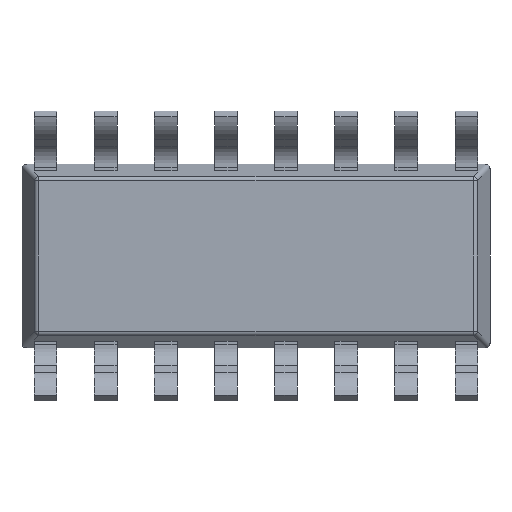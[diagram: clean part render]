
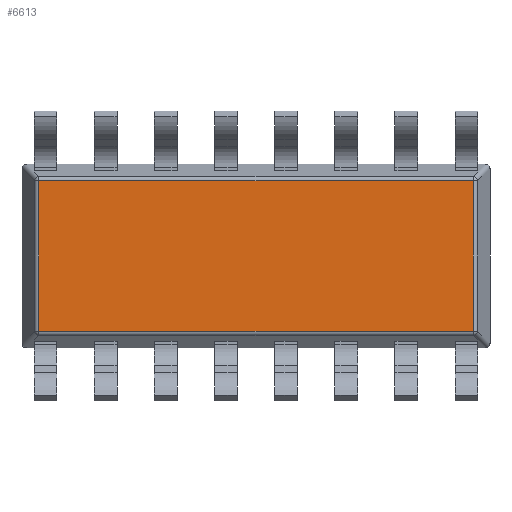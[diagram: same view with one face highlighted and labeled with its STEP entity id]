
A CAD part, front view. The second image highlights one B-rep face of the part: STEP entity #6613.
In plain terms, the highlighted planar face has unit normal (0, -1, 0).
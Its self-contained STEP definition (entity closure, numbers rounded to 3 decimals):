
#188 = DIRECTION ( 'NONE',  ( 0., 0., 1. ) ) ;
#458 = LINE ( 'NONE', #4037, #4373 ) ;
#691 = ORIENTED_EDGE ( 'NONE', *, *, #9489, .T. ) ;
#1286 = LINE ( 'NONE', #1411, #11632 ) ;
#1348 = DIRECTION ( 'NONE',  ( 1., 0., 0. ) ) ;
#1393 = ORIENTED_EDGE ( 'NONE', *, *, #12970, .T. ) ;
#1411 = CARTESIAN_POINT ( 'NONE',  ( 0., -0.8, -1.589 ) ) ;
#1474 = CARTESIAN_POINT ( 'NONE',  ( 4.589, -0.8, 1.589 ) ) ;
#2133 = CARTESIAN_POINT ( 'NONE',  ( -4.589, -0.8, -1.589 ) ) ;
#2546 = DIRECTION ( 'NONE',  ( 0., 0., -1. ) ) ;
#2637 = CARTESIAN_POINT ( 'NONE',  ( -4.589, -0.8, 0. ) ) ;
#2832 = VERTEX_POINT ( 'NONE', #11929 ) ;
#3193 = VERTEX_POINT ( 'NONE', #1474 ) ;
#3832 = DIRECTION ( 'NONE',  ( -1., 0., 0. ) ) ;
#4037 = CARTESIAN_POINT ( 'NONE',  ( 0., -0.8, 1.589 ) ) ;
#4091 = LINE ( 'NONE', #9612, #11985 ) ;
#4373 = VECTOR ( 'NONE', #3832, 1000. ) ;
#6093 = DIRECTION ( 'NONE',  ( 0., 0., -1. ) ) ;
#6097 = DIRECTION ( 'NONE',  ( 0., -1., 0. ) ) ;
#6123 = CARTESIAN_POINT ( 'NONE',  ( 0., -0.8, 0. ) ) ;
#6223 = PLANE ( 'NONE',  #11020 ) ;
#6324 = VERTEX_POINT ( 'NONE', #8467 ) ;
#6613 = ADVANCED_FACE ( 'NONE', ( #12975 ), #6223, .T. ) ;
#6789 = VECTOR ( 'NONE', #2546, 1000. ) ;
#7029 = EDGE_CURVE ( 'NONE', #2832, #7058, #12622, .T. ) ;
#7058 = VERTEX_POINT ( 'NONE', #2133 ) ;
#8467 = CARTESIAN_POINT ( 'NONE',  ( 4.589, -0.8, -1.589 ) ) ;
#8729 = ORIENTED_EDGE ( 'NONE', *, *, #7029, .T. ) ;
#9489 = EDGE_CURVE ( 'NONE', #7058, #6324, #1286, .T. ) ;
#9612 = CARTESIAN_POINT ( 'NONE',  ( 4.589, -0.8, 0. ) ) ;
#9860 = EDGE_CURVE ( 'NONE', #3193, #2832, #458, .T. ) ;
#10367 = ORIENTED_EDGE ( 'NONE', *, *, #9860, .T. ) ;
#11020 = AXIS2_PLACEMENT_3D ( 'NONE', #6123, #6097, #6093 ) ;
#11632 = VECTOR ( 'NONE', #1348, 1000. ) ;
#11929 = CARTESIAN_POINT ( 'NONE',  ( -4.589, -0.8, 1.589 ) ) ;
#11985 = VECTOR ( 'NONE', #188, 1000. ) ;
#12505 = EDGE_LOOP ( 'NONE', ( #8729, #691, #1393, #10367 ) ) ;
#12622 = LINE ( 'NONE', #2637, #6789 ) ;
#12970 = EDGE_CURVE ( 'NONE', #6324, #3193, #4091, .T. ) ;
#12975 = FACE_OUTER_BOUND ( 'NONE', #12505, .T. ) ;
